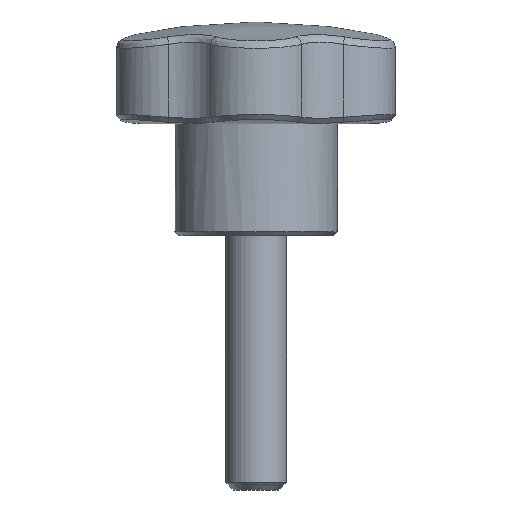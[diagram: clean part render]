
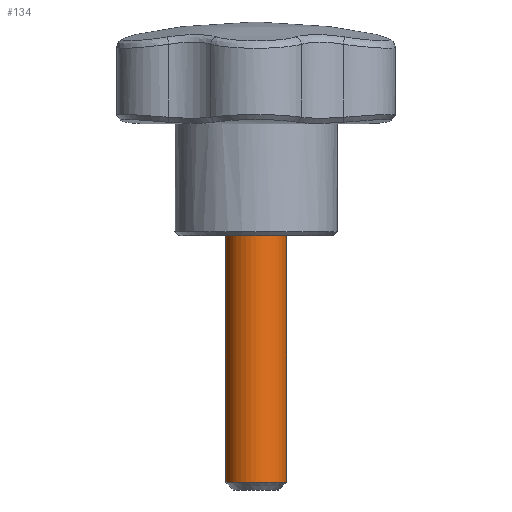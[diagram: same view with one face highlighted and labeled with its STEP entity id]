
A CAD part, front view. The second image highlights one B-rep face of the part: STEP entity #134.
In plain terms, the highlighted cylindrical face has radius 6 mm (diameter 12 mm), a full revolution.
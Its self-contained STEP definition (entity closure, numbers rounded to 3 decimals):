
#134 = ADVANCED_FACE( '', ( #319, #320 ), #321, .T. );
#319 = FACE_OUTER_BOUND( '', #894, .T. );
#320 = FACE_OUTER_BOUND( '', #895, .T. );
#321 = CYLINDRICAL_SURFACE( '', #896, 6. );
#894 = EDGE_LOOP( '', ( #3636 ) );
#895 = EDGE_LOOP( '', ( #3637 ) );
#896 = AXIS2_PLACEMENT_3D( '', #3638, #3639, #3640 );
#3636 = ORIENTED_EDGE( '', *, *, #4206, .T. );
#3637 = ORIENTED_EDGE( '', *, *, #4207, .F. );
#3638 = CARTESIAN_POINT( '', ( 0., 0., 49. ) );
#3639 = DIRECTION( '', ( 0., 0., -1. ) );
#3640 = DIRECTION( '', ( 1., 0., 0. ) );
#4206 = EDGE_CURVE( '', #4577, #4577, #4578, .T. );
#4207 = EDGE_CURVE( '', #4579, #4579, #4580, .T. );
#4577 = VERTEX_POINT( '', #6336 );
#4578 = CIRCLE( '', #6337, 6. );
#4579 = VERTEX_POINT( '', #6338 );
#4580 = CIRCLE( '', #6339, 6. );
#6336 = CARTESIAN_POINT( '', ( 6., 0., -48.5 ) );
#6337 = AXIS2_PLACEMENT_3D( '', #7509, #7510, #7511 );
#6338 = CARTESIAN_POINT( '', ( 6., 0., 0. ) );
#6339 = AXIS2_PLACEMENT_3D( '', #7512, #7513, #7514 );
#7509 = CARTESIAN_POINT( '', ( 0., 0., -48.5 ) );
#7510 = DIRECTION( '', ( 0., 0., 1. ) );
#7511 = DIRECTION( '', ( 1., 0., 0. ) );
#7512 = CARTESIAN_POINT( '', ( 0., 0., 0. ) );
#7513 = DIRECTION( '', ( 0., 0., 1. ) );
#7514 = DIRECTION( '', ( 1., 0., 0. ) );
